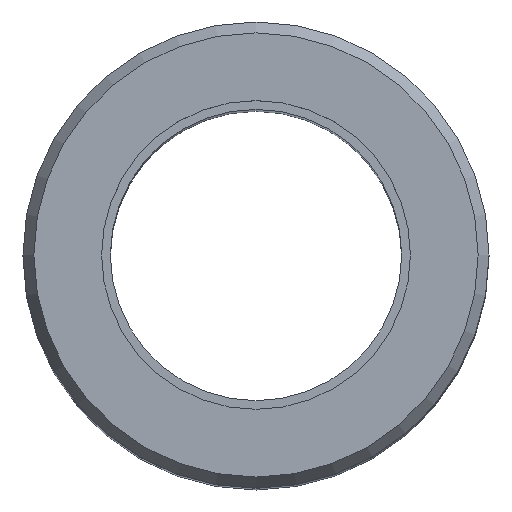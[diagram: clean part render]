
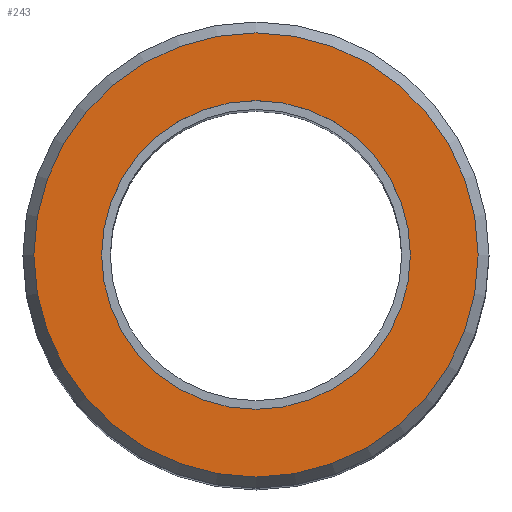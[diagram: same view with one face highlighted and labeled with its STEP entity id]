
A CAD part, top view. The second image highlights one B-rep face of the part: STEP entity #243.
In plain terms, the highlighted planar face has unit normal (0, 0, 1).
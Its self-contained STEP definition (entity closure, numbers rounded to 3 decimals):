
#23=PLANE('',#284);
#38=ORIENTED_EDGE('',*,*,#82,.T.);
#39=ORIENTED_EDGE('',*,*,#83,.F.);
#82=EDGE_CURVE('',#104,#104,#126,.T.);
#83=EDGE_CURVE('',#105,#105,#127,.T.);
#104=VERTEX_POINT('',#427);
#105=VERTEX_POINT('',#429);
#126=CIRCLE('',#285,10.6);
#127=CIRCLE('',#286,15.25);
#148=EDGE_LOOP('',(#38));
#149=EDGE_LOOP('',(#39));
#192=FACE_BOUND('',#148,.T.);
#193=FACE_BOUND('',#149,.T.);
#243=ADVANCED_FACE('',(#192,#193),#23,.T.);
#284=AXIS2_PLACEMENT_3D('',#425,#339,#340);
#285=AXIS2_PLACEMENT_3D('',#426,#341,#342);
#286=AXIS2_PLACEMENT_3D('',#428,#343,#344);
#339=DIRECTION('',(0.,0.,1.));
#340=DIRECTION('',(1.,0.,0.));
#341=DIRECTION('',(0.,0.,-1.));
#342=DIRECTION('',(-1.,0.,0.));
#343=DIRECTION('',(0.,0.,-1.));
#344=DIRECTION('',(-1.,0.,0.));
#425=CARTESIAN_POINT('',(0.,16.,40.));
#426=CARTESIAN_POINT('',(0.,0.,40.));
#427=CARTESIAN_POINT('',(-10.6,0.,40.));
#428=CARTESIAN_POINT('',(0.,0.,40.));
#429=CARTESIAN_POINT('',(-15.25,0.,40.));
